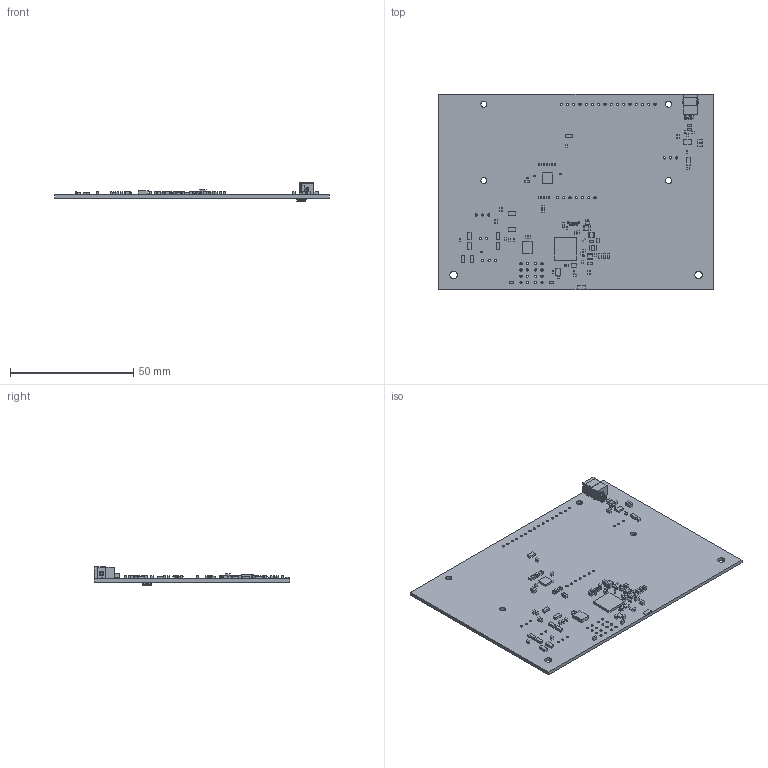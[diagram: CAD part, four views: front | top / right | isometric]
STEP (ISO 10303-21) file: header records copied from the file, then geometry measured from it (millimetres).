
FILE_DESCRIPTION(('Open CASCADE Model'),'2;1');
FILE_NAME('Open CASCADE Shape Model','2017-07-20T18:09:22',('Author'),( 'Open CASCADE'),'Open CASCADE STEP processor 6.8','Open CASCADE 6.8' ,'Unknown');
FILE_SCHEMA(('AUTOMOTIVE_DESIGN { 1 0 10303 214 1 1 1 1 }'));
Length unit declared in the file: millimetre
Products named in the file (1): PCB
Bounding box: 111.4 x 79.3 x 7.38 mm (x, y, z)
Volume: 12563.9 mm3; surface area: 20047.8 mm2
Topology: 101 solids, 392 shells, 1079 faces, 3298 edges, 2700 vertices
Faces by surface type: plane 775, bspline 165, cylinder 123, torus 8, cone 6, sphere 2
Full cylindrical faces by diameter (mm): 0.9 x50, 1.2 x2, 2.5 x4, 3 x2
Entity records: 43924 total; most frequent: CARTESIAN_POINT 12011, DIRECTION 5432, ORIENTED_EDGE 5056, EDGE_CURVE 3296, VERTEX_POINT 2700, LINE 2614, VECTOR 2614, AXIS2_PLACEMENT_3D 1409
